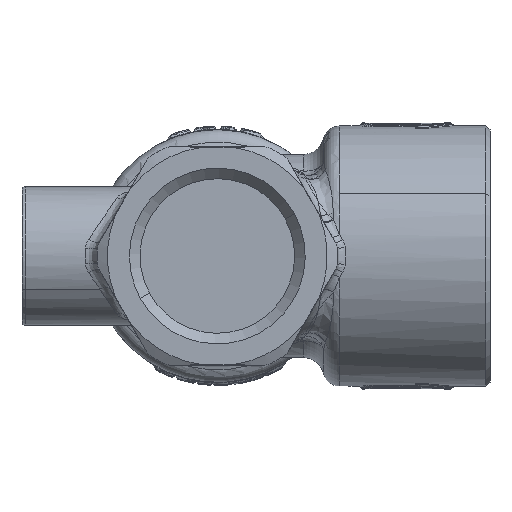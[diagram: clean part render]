
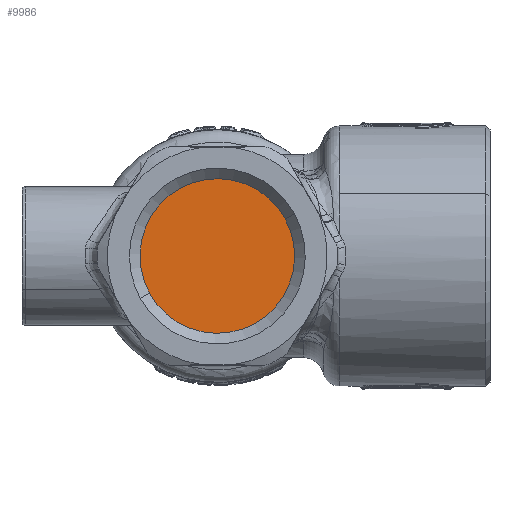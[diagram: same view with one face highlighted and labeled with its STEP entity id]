
A CAD part, front view. The second image highlights one B-rep face of the part: STEP entity #9986.
In plain terms, the highlighted planar face has unit normal (0, -1, 0).
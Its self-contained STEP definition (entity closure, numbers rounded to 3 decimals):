
#9963=CARTESIAN_POINT('Axis2P3D Location',(-7.,-7.,0.)) ;
#9968=CARTESIAN_POINT('Axis2P3D Location',(0.,-7.,0.)) ;
#9972=CARTESIAN_POINT('Vertex',(-8.337,-7.,-4.555)) ;
#9974=CARTESIAN_POINT('Vertex',(8.337,-7.,4.555)) ;
#9977=CARTESIAN_POINT('Axis2P3D Location',(0.,-7.,0.)) ;
#9964=DIRECTION('Axis2P3D Direction',(0.,-1.,0.)) ;
#9965=DIRECTION('Axis2P3D XDirection',(1.,0.,0.)) ;
#9969=DIRECTION('Axis2P3D Direction',(0.,-1.,0.)) ;
#9978=DIRECTION('Axis2P3D Direction',(0.,-1.,0.)) ;
#9966=AXIS2_PLACEMENT_3D('Plane Axis2P3D',#9963,#9964,#9965) ;
#9970=AXIS2_PLACEMENT_3D('Circle Axis2P3D',#9968,#9969,$) ;
#9979=AXIS2_PLACEMENT_3D('Circle Axis2P3D',#9977,#9978,$) ;
#9983=ORIENTED_EDGE('',*,*,#9976,.T.) ;
#9984=ORIENTED_EDGE('',*,*,#9981,.T.) ;
#9986=ADVANCED_FACE('PartBody',(#9985),#9967,.T.) ;
#9971=CIRCLE('generated circle',#9970,9.5) ;
#9980=CIRCLE('generated circle',#9979,9.5) ;
#9976=EDGE_CURVE('',#9973,#9975,#9971,.T.) ;
#9981=EDGE_CURVE('',#9975,#9973,#9980,.T.) ;
#9982=EDGE_LOOP('',(#9983,#9984)) ;
#9985=FACE_OUTER_BOUND('',#9982,.T.) ;
#9967=PLANE('',#9966) ;
#9973=VERTEX_POINT('',#9972) ;
#9975=VERTEX_POINT('',#9974) ;
